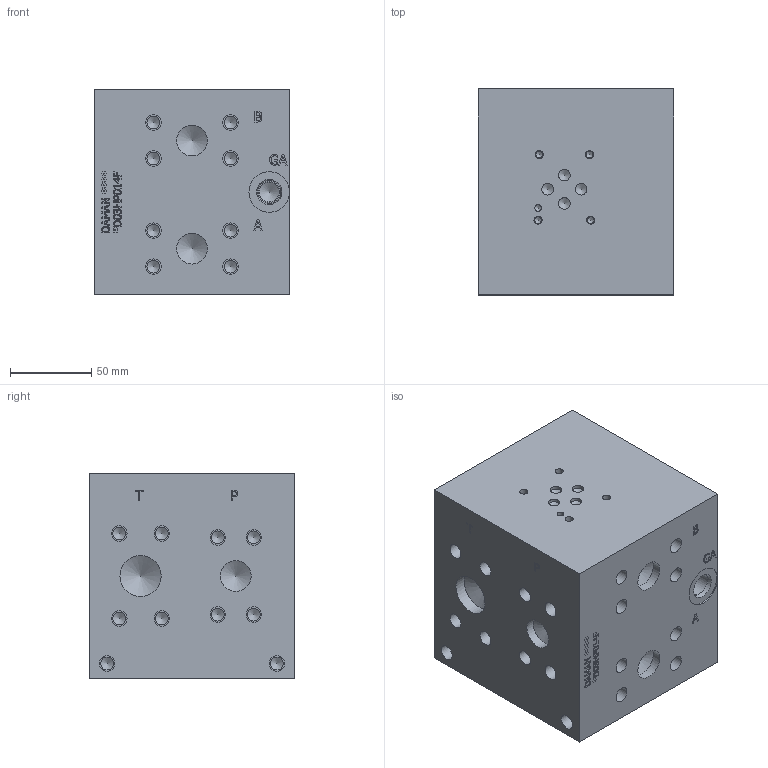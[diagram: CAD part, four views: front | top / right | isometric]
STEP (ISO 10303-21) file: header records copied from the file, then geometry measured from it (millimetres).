
FILE_DESCRIPTION(/* description */ (''),/* implementation_level */ '2;1');
FILE_NAME(/* name */ '_D03HP014F.stp',/* time_stamp */ '2022-12-01T18:06:00-05:00',/* author */ ('mikeh'),/* organization */ (''),/* preprocessor_version */ 'ST-DEVELOPER v18',/* originating_system */ 'Autodesk Inventor 2020',/* authorisation */ '');
FILE_SCHEMA (('AUTOMOTIVE_DESIGN { 1 0 10303 214 3 1 1 }'));
Length unit declared in the file: millimetre
Products named in the file (1): Part_AD03HP014F_3D
Bounding box: 120.65 x 127 x 127 mm (x, y, z)
Volume: 1871402.6 mm3; surface area: 120351.5 mm2
Topology: 1 solids, 1 shells, 600 faces, 1646 edges, 1123 vertices
Faces by surface type: plane 361, bspline 112, cylinder 80, cone 47
Full cylindrical faces by diameter (mm): 3.962 x1, 4.216 x4, 5.004 x4, 7.137 x4, 7.925 x28, 9.525 x28, 12.294 x1, 12.9 x1, 14.275 x1, 14.529 x1, 19.05 x4, 25.019 x1, 25.4 x2
Entity records: 19928 total; most frequent: CARTESIAN_POINT 4782, ORIENTED_EDGE 3204, DIRECTION 2643, EDGE_CURVE 1602, VERTEX_POINT 1123, LINE 1091, VECTOR 1091, AXIS2_PLACEMENT_3D 776
